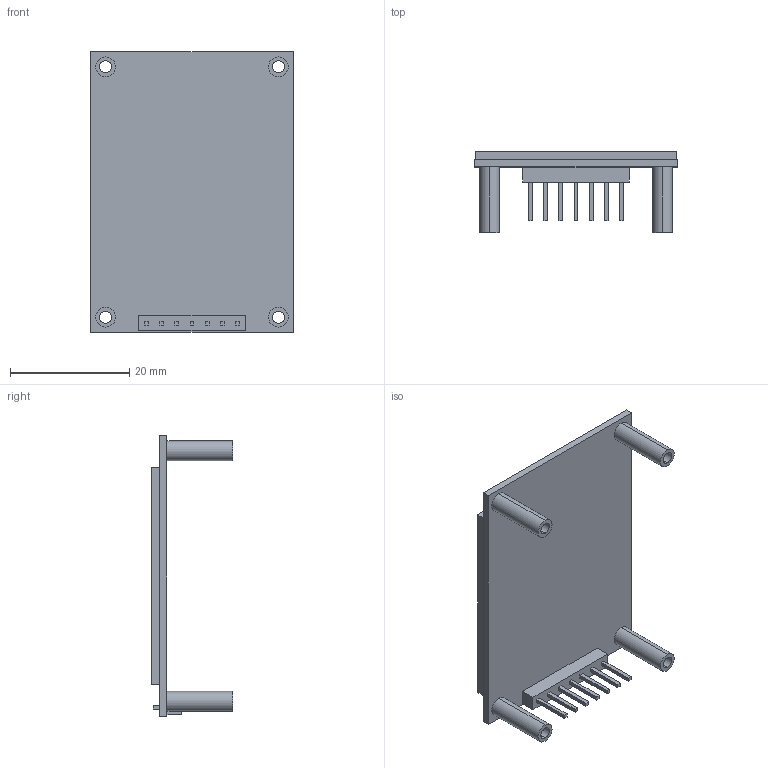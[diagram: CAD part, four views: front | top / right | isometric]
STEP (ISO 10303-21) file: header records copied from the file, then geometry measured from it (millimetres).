
FILE_DESCRIPTION (( 'STEP AP214' ), '1' );
FILE_NAME ('OLED-1.5湍肣翐.STEP', '2022-10-19T11:13:42', ( '' ), ( '' ), 'SwSTEP 2.0', 'SolidWorks 2020', '' );
FILE_SCHEMA (( 'AUTOMOTIVE_DESIGN' ));
Length unit declared in the file: millimetre
Products named in the file (3): M2肣翐; OLED-1.5湍肣翐; OLED-1.5渡
Assembly tree (5 placements, depth 2):
  OLED-1.5湍肣翐
    OLED-1.5渡
    M2肣翐  x4
Bounding box: 34 x 13.61 x 47 mm (x, y, z)
Volume: 4014.8 mm3; surface area: 5831.9 mm2
Topology: 6 solids, 6 shells, 128 faces, 300 edges, 200 vertices
Faces by surface type: plane 104, cylinder 24
Entity records: 4529 total; most frequent: CARTESIAN_POINT 558, ORIENTED_EDGE 528, DIRECTION 524, EDGE_CURVE 264, VECTOR 240, LINE 240, VERTEX_POINT 176, AXIS2_PLACEMENT_3D 142
